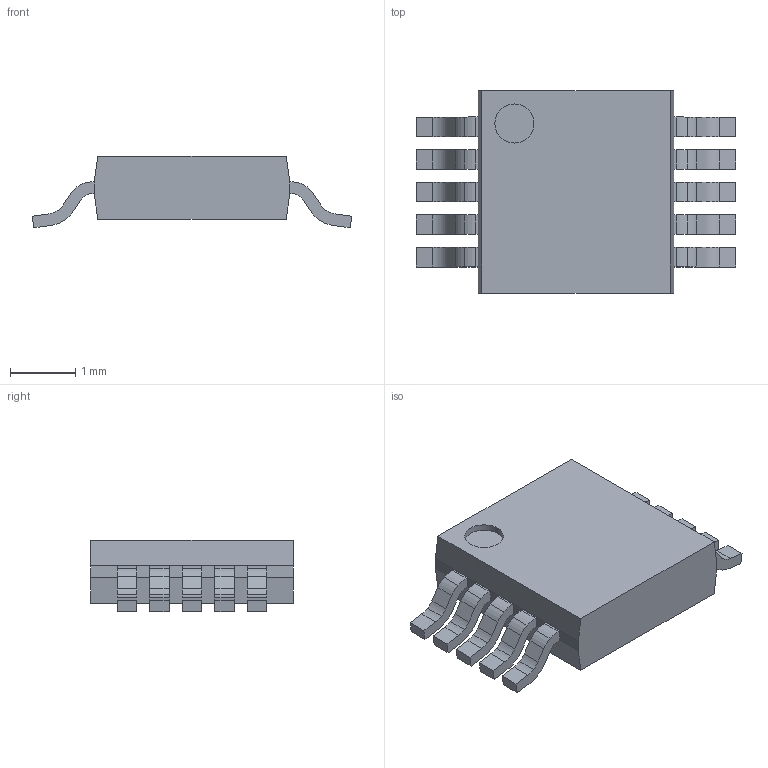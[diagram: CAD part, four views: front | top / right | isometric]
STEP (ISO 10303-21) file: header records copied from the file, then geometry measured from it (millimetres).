
FILE_DESCRIPTION((''),'2;1');
FILE_NAME('SOP50P490X110-10N.stp','2009-01-26T11:44:22',(''),(''),'Mechanical Desktop 2006','Mechanical Desktop 2006',', , ');
FILE_SCHEMA(('AUTOMOTIVE_DESIGN { 1 2 10303 214 0 1 1 1 }'));
Length unit declared in the file: millimetre
Products named in the file (1): Product
Bounding box: 4.9 x 3.1 x 1.1 mm (x, y, z)
Volume: 9.5 mm3; surface area: 41.9 mm2
Topology: 11 solids, 11 shells, 193 faces, 510 edges, 340 vertices
Faces by surface type: bspline 90, plane 61, cylinder 42
Entity records: 6570 total; most frequent: CARTESIAN_POINT 1874, ORIENTED_EDGE 1020, DIRECTION 882, EDGE_CURVE 510, VECTOR 346, LINE 346, VERTEX_POINT 340, AXIS2_PLACEMENT_3D 268
